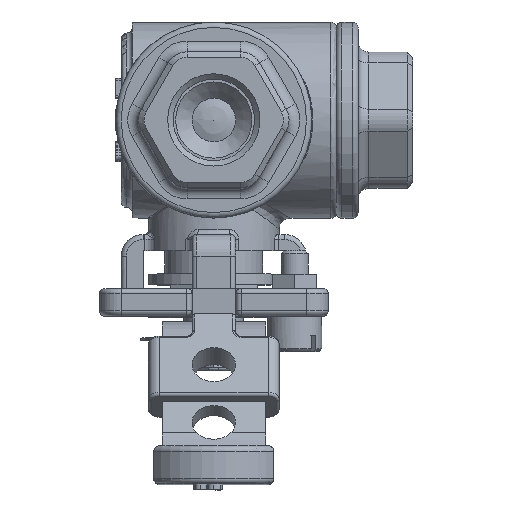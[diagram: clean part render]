
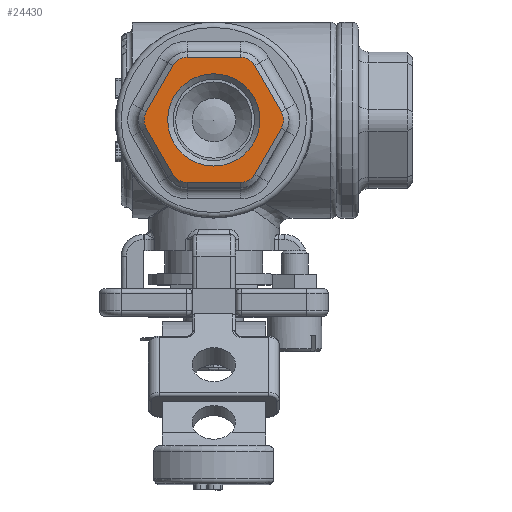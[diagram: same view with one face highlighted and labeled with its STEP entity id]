
A CAD part, top view. The second image highlights one B-rep face of the part: STEP entity #24430.
In plain terms, the highlighted planar face has unit normal (0, 0, 1).
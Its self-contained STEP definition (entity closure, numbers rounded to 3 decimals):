
#1854=FACE_BOUND('',#8725,.T.);
#3584=LINE('',#46450,#5366);
#3585=LINE('',#46454,#5367);
#3586=LINE('',#46458,#5368);
#3587=LINE('',#46462,#5369);
#3588=LINE('',#46466,#5370);
#3589=LINE('',#46470,#5371);
#5366=VECTOR('',#30675,10.);
#5367=VECTOR('',#30678,10.);
#5368=VECTOR('',#30681,10.);
#5369=VECTOR('',#30684,10.);
#5370=VECTOR('',#30687,10.);
#5371=VECTOR('',#30690,10.);
#5945=PLANE('',#25958);
#7233=FACE_OUTER_BOUND('',#8724,.T.);
#8724=EDGE_LOOP('',(#21383,#21384,#21385,#21386,#21387,#21388,#21389,#21390,
#21391,#21392,#21393,#21394));
#8725=EDGE_LOOP('',(#21395));
#9411=CIRCLE('',#25957,8.475);
#9412=CIRCLE('',#25959,3.);
#9413=CIRCLE('',#25960,3.);
#9414=CIRCLE('',#25961,3.);
#9415=CIRCLE('',#25962,3.);
#9416=CIRCLE('',#25963,3.);
#9417=CIRCLE('',#25964,3.);
#11569=VERTEX_POINT('',#46445);
#11570=VERTEX_POINT('',#46448);
#11571=VERTEX_POINT('',#46449);
#11572=VERTEX_POINT('',#46451);
#11573=VERTEX_POINT('',#46453);
#11574=VERTEX_POINT('',#46455);
#11575=VERTEX_POINT('',#46457);
#11576=VERTEX_POINT('',#46459);
#11577=VERTEX_POINT('',#46461);
#11578=VERTEX_POINT('',#46463);
#11579=VERTEX_POINT('',#46465);
#11580=VERTEX_POINT('',#46467);
#11581=VERTEX_POINT('',#46469);
#14860=EDGE_CURVE('',#11569,#11569,#9411,.T.);
#14861=EDGE_CURVE('',#11570,#11571,#3584,.T.);
#14862=EDGE_CURVE('',#11572,#11570,#9412,.T.);
#14863=EDGE_CURVE('',#11573,#11572,#3585,.T.);
#14864=EDGE_CURVE('',#11574,#11573,#9413,.T.);
#14865=EDGE_CURVE('',#11575,#11574,#3586,.T.);
#14866=EDGE_CURVE('',#11576,#11575,#9414,.T.);
#14867=EDGE_CURVE('',#11577,#11576,#3587,.T.);
#14868=EDGE_CURVE('',#11578,#11577,#9415,.T.);
#14869=EDGE_CURVE('',#11579,#11578,#3588,.T.);
#14870=EDGE_CURVE('',#11580,#11579,#9416,.T.);
#14871=EDGE_CURVE('',#11581,#11580,#3589,.T.);
#14872=EDGE_CURVE('',#11571,#11581,#9417,.T.);
#21383=ORIENTED_EDGE('',*,*,#14861,.F.);
#21384=ORIENTED_EDGE('',*,*,#14862,.F.);
#21385=ORIENTED_EDGE('',*,*,#14863,.F.);
#21386=ORIENTED_EDGE('',*,*,#14864,.F.);
#21387=ORIENTED_EDGE('',*,*,#14865,.F.);
#21388=ORIENTED_EDGE('',*,*,#14866,.F.);
#21389=ORIENTED_EDGE('',*,*,#14867,.F.);
#21390=ORIENTED_EDGE('',*,*,#14868,.F.);
#21391=ORIENTED_EDGE('',*,*,#14869,.F.);
#21392=ORIENTED_EDGE('',*,*,#14870,.F.);
#21393=ORIENTED_EDGE('',*,*,#14871,.F.);
#21394=ORIENTED_EDGE('',*,*,#14872,.F.);
#21395=ORIENTED_EDGE('',*,*,#14860,.F.);
#24430=ADVANCED_FACE('',(#7233,#1854),#5945,.T.);
#25957=AXIS2_PLACEMENT_3D('',#46446,#30671,#30672);
#25958=AXIS2_PLACEMENT_3D('',#46447,#30673,#30674);
#25959=AXIS2_PLACEMENT_3D('',#46452,#30676,#30677);
#25960=AXIS2_PLACEMENT_3D('',#46456,#30679,#30680);
#25961=AXIS2_PLACEMENT_3D('',#46460,#30682,#30683);
#25962=AXIS2_PLACEMENT_3D('',#46464,#30685,#30686);
#25963=AXIS2_PLACEMENT_3D('',#46468,#30688,#30689);
#25964=AXIS2_PLACEMENT_3D('',#46471,#30691,#30692);
#30671=DIRECTION('center_axis',(0.,0.,1.));
#30672=DIRECTION('ref_axis',(-1.,0.,0.));
#30673=DIRECTION('center_axis',(0.,0.,1.));
#30674=DIRECTION('ref_axis',(1.,0.,0.));
#30675=DIRECTION('',(-0.5,0.866,0.));
#30676=DIRECTION('center_axis',(0.,0.,-1.));
#30677=DIRECTION('ref_axis',(-0.866,-0.5,0.));
#30678=DIRECTION('',(-1.,0.,0.));
#30679=DIRECTION('center_axis',(0.,0.,-1.));
#30680=DIRECTION('ref_axis',(0.,-1.,0.));
#30681=DIRECTION('',(-0.5,-0.866,0.));
#30682=DIRECTION('center_axis',(0.,0.,-1.));
#30683=DIRECTION('ref_axis',(0.866,-0.5,0.));
#30684=DIRECTION('',(0.5,-0.866,0.));
#30685=DIRECTION('center_axis',(0.,0.,-1.));
#30686=DIRECTION('ref_axis',(0.866,0.5,0.));
#30687=DIRECTION('',(1.,0.,0.));
#30688=DIRECTION('center_axis',(0.,0.,-1.));
#30689=DIRECTION('ref_axis',(0.,1.,0.));
#30690=DIRECTION('',(0.5,0.866,0.));
#30691=DIRECTION('center_axis',(0.,0.,-1.));
#30692=DIRECTION('ref_axis',(-0.866,0.5,0.));
#46445=CARTESIAN_POINT('',(8.475,0.,59.));
#46446=CARTESIAN_POINT('Origin',(0.,0.,59.));
#46447=CARTESIAN_POINT('Origin',(0.,0.,
59.));
#46448=CARTESIAN_POINT('',(-7.506,-10.,59.));
#46449=CARTESIAN_POINT('',(-12.413,-1.5,59.));
#46450=CARTESIAN_POINT('',(-11.186,-3.625,59.));
#46451=CARTESIAN_POINT('',(-4.907,-11.5,59.));
#46452=CARTESIAN_POINT('Origin',(-4.907,-8.5,59.));
#46453=CARTESIAN_POINT('',(4.907,-11.5,59.));
#46454=CARTESIAN_POINT('',(-2.454,-11.5,59.));
#46455=CARTESIAN_POINT('',(7.506,-10.,59.));
#46456=CARTESIAN_POINT('Origin',(4.907,-8.5,59.));
#46457=CARTESIAN_POINT('',(12.413,-1.5,59.));
#46458=CARTESIAN_POINT('',(8.732,-7.875,59.));
#46459=CARTESIAN_POINT('',(12.413,1.5,59.));
#46460=CARTESIAN_POINT('Origin',(9.815,0.,
59.));
#46461=CARTESIAN_POINT('',(7.506,10.,59.));
#46462=CARTESIAN_POINT('',(11.186,3.625,59.));
#46463=CARTESIAN_POINT('',(4.907,11.5,59.));
#46464=CARTESIAN_POINT('Origin',(4.907,8.5,59.));
#46465=CARTESIAN_POINT('',(-4.907,11.5,59.));
#46466=CARTESIAN_POINT('',(2.454,11.5,59.));
#46467=CARTESIAN_POINT('',(-7.506,10.,59.));
#46468=CARTESIAN_POINT('Origin',(-4.907,8.5,59.));
#46469=CARTESIAN_POINT('',(-12.413,1.5,59.));
#46470=CARTESIAN_POINT('',(-8.732,7.875,59.));
#46471=CARTESIAN_POINT('Origin',(-9.815,0.,
59.));
